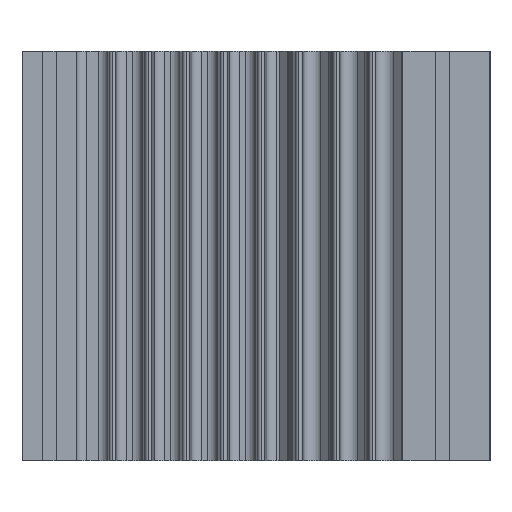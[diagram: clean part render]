
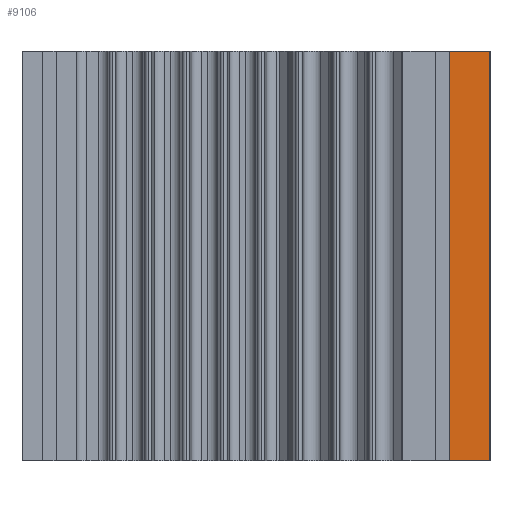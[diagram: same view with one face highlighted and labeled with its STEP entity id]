
A CAD part, left-side view. The second image highlights one B-rep face of the part: STEP entity #9106.
In plain terms, the highlighted planar face has unit normal (-1, 0, 0).
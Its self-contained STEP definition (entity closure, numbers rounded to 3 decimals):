
#135 = VERTEX_POINT ( 'NONE', #6405 ) ;
#262 = EDGE_CURVE ( 'NONE', #4117, #135, #5766, .T. ) ;
#415 = EDGE_CURVE ( 'NONE', #731, #9343, #483, .T. ) ;
#483 = LINE ( 'NONE', #3363, #1670 ) ;
#619 = VECTOR ( 'NONE', #7264, 1000. ) ;
#731 = VERTEX_POINT ( 'NONE', #6101 ) ;
#806 = AXIS2_PLACEMENT_3D ( 'NONE', #9585, #9655, #8116 ) ;
#1432 = LINE ( 'NONE', #7839, #2247 ) ;
#1617 = ORIENTED_EDGE ( 'NONE', *, *, #4158, .T. ) ;
#1670 = VECTOR ( 'NONE', #7778, 1000. ) ;
#2247 = VECTOR ( 'NONE', #2702, 1000. ) ;
#2702 = DIRECTION ( 'NONE',  ( 0., 0., -1. ) ) ;
#2964 = FACE_OUTER_BOUND ( 'NONE', #8318, .T. ) ;
#3306 = EDGE_CURVE ( 'NONE', #4117, #731, #6946, .T. ) ;
#3363 = CARTESIAN_POINT ( 'NONE',  ( -62.5, -124.9, -60. ) ) ;
#4117 = VERTEX_POINT ( 'NONE', #6390 ) ;
#4158 = EDGE_CURVE ( 'NONE', #135, #9343, #1432, .T. ) ;
#5766 = LINE ( 'NONE', #5843, #9059 ) ;
#5843 = CARTESIAN_POINT ( 'NONE',  ( -62.5, -124.9, 60. ) ) ;
#6101 = CARTESIAN_POINT ( 'NONE',  ( -62.5, -136.9, -60. ) ) ;
#6390 = CARTESIAN_POINT ( 'NONE',  ( -62.5, -136.9, 60. ) ) ;
#6405 = CARTESIAN_POINT ( 'NONE',  ( -62.5, -124.9, 60. ) ) ;
#6667 = ORIENTED_EDGE ( 'NONE', *, *, #415, .F. ) ;
#6946 = LINE ( 'NONE', #9461, #619 ) ;
#7140 = ORIENTED_EDGE ( 'NONE', *, *, #262, .T. ) ;
#7250 = ORIENTED_EDGE ( 'NONE', *, *, #3306, .F. ) ;
#7264 = DIRECTION ( 'NONE',  ( 0., 0., -1. ) ) ;
#7283 = PLANE ( 'NONE',  #806 ) ;
#7778 = DIRECTION ( 'NONE',  ( 0., 1., 0. ) ) ;
#7839 = CARTESIAN_POINT ( 'NONE',  ( -62.5, -124.9, 60. ) ) ;
#8116 = DIRECTION ( 'NONE',  ( 0., 0., 1. ) ) ;
#8318 = EDGE_LOOP ( 'NONE', ( #6667, #7250, #7140, #1617 ) ) ;
#8488 = CARTESIAN_POINT ( 'NONE',  ( -62.5, -124.9, -60. ) ) ;
#8939 = DIRECTION ( 'NONE',  ( 0., 1., 0. ) ) ;
#9059 = VECTOR ( 'NONE', #8939, 1000. ) ;
#9106 = ADVANCED_FACE ( 'NONE', ( #2964 ), #7283, .T. ) ;
#9343 = VERTEX_POINT ( 'NONE', #8488 ) ;
#9461 = CARTESIAN_POINT ( 'NONE',  ( -62.5, -136.9, 60. ) ) ;
#9585 = CARTESIAN_POINT ( 'NONE',  ( -62.5, -124.9, 60. ) ) ;
#9655 = DIRECTION ( 'NONE',  ( -1., 0., 0. ) ) ;
